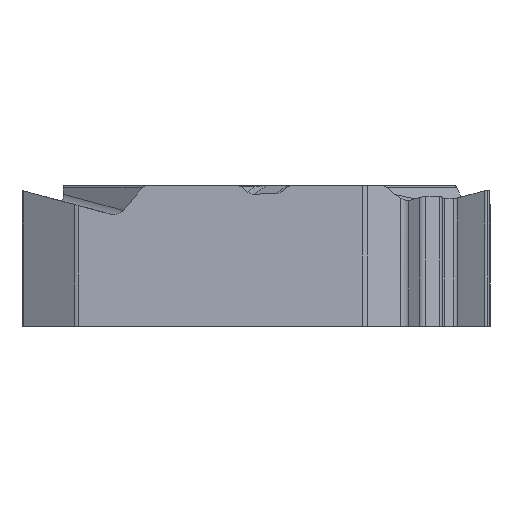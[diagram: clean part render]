
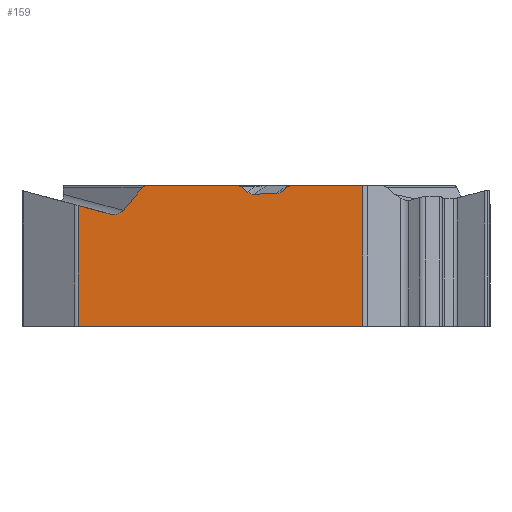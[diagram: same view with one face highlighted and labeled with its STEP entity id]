
A CAD part, left-side view. The second image highlights one B-rep face of the part: STEP entity #159.
In plain terms, the highlighted planar face has unit normal (-1, 0, 0).
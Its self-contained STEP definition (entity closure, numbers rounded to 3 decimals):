
#159=ADVANCED_FACE('',(#305),#261,.F.);
#261=PLANE('',#1986);
#305=FACE_OUTER_BOUND('',#401,.T.);
#401=EDGE_LOOP('',(#566,#567,#568,#569,#570,#571,#572,#573,#574,#575,#576,
#577,#578,#579,#580,#581));
#512=ELLIPSE('',#1982,0.15,0.15);
#513=ELLIPSE('',#1983,0.167,0.15);
#514=ELLIPSE('',#1984,0.177,0.15);
#515=ELLIPSE('',#1985,0.373,0.33);
#566=ORIENTED_EDGE('',*,*,#1313,.F.);
#567=ORIENTED_EDGE('',*,*,#1314,.T.);
#568=ORIENTED_EDGE('',*,*,#1315,.F.);
#569=ORIENTED_EDGE('',*,*,#1316,.F.);
#570=ORIENTED_EDGE('',*,*,#1317,.F.);
#571=ORIENTED_EDGE('',*,*,#1318,.F.);
#572=ORIENTED_EDGE('',*,*,#1319,.F.);
#573=ORIENTED_EDGE('',*,*,#1320,.F.);
#574=ORIENTED_EDGE('',*,*,#1321,.F.);
#575=ORIENTED_EDGE('',*,*,#1322,.F.);
#576=ORIENTED_EDGE('',*,*,#1323,.F.);
#577=ORIENTED_EDGE('',*,*,#1324,.F.);
#578=ORIENTED_EDGE('',*,*,#1325,.F.);
#579=ORIENTED_EDGE('',*,*,#1326,.F.);
#580=ORIENTED_EDGE('',*,*,#1327,.F.);
#581=ORIENTED_EDGE('',*,*,#1328,.T.);
#1128=VERTEX_POINT('',#2962);
#1129=VERTEX_POINT('',#2963);
#1130=VERTEX_POINT('',#2965);
#1131=VERTEX_POINT('',#2967);
#1132=VERTEX_POINT('',#2969);
#1133=VERTEX_POINT('',#2971);
#1134=VERTEX_POINT('',#2985);
#1135=VERTEX_POINT('',#2987);
#1136=VERTEX_POINT('',#3001);
#1137=VERTEX_POINT('',#3003);
#1138=VERTEX_POINT('',#3005);
#1139=VERTEX_POINT('',#3007);
#1140=VERTEX_POINT('',#3009);
#1141=VERTEX_POINT('',#3011);
#1142=VERTEX_POINT('',#3013);
#1143=VERTEX_POINT('',#3015);
#1313=EDGE_CURVE('',#1128,#1129,#1588,.T.);
#1314=EDGE_CURVE('',#1128,#1130,#1589,.T.);
#1315=EDGE_CURVE('',#1131,#1130,#1590,.T.);
#1316=EDGE_CURVE('',#1132,#1131,#512,.T.);
#1317=EDGE_CURVE('',#1133,#1132,#1591,.T.);
#1318=EDGE_CURVE('',#1134,#1133,#1936,.T.);
#1319=EDGE_CURVE('',#1135,#1134,#1592,.T.);
#1320=EDGE_CURVE('',#1136,#1135,#1937,.T.);
#1321=EDGE_CURVE('',#1137,#1136,#1593,.T.);
#1322=EDGE_CURVE('',#1138,#1137,#513,.T.);
#1323=EDGE_CURVE('',#1139,#1138,#1594,.T.);
#1324=EDGE_CURVE('',#1140,#1139,#514,.T.);
#1325=EDGE_CURVE('',#1141,#1140,#1595,.T.);
#1326=EDGE_CURVE('',#1142,#1141,#515,.T.);
#1327=EDGE_CURVE('',#1143,#1142,#1596,.T.);
#1328=EDGE_CURVE('',#1143,#1129,#1597,.T.);
#1588=LINE('',#2961,#1759);
#1589=LINE('',#2964,#1760);
#1590=LINE('',#2966,#1761);
#1591=LINE('',#2970,#1762);
#1592=LINE('',#2986,#1763);
#1593=LINE('',#3002,#1764);
#1594=LINE('',#3006,#1765);
#1595=LINE('',#3010,#1766);
#1596=LINE('',#3014,#1767);
#1597=LINE('',#3016,#1768);
#1759=VECTOR('',#2188,1.);
#1760=VECTOR('',#2189,1.);
#1761=VECTOR('',#2190,1.);
#1762=VECTOR('',#2193,1.);
#1763=VECTOR('',#2194,1.);
#1764=VECTOR('',#2195,1.);
#1765=VECTOR('',#2198,1.);
#1766=VECTOR('',#2201,1.);
#1767=VECTOR('',#2204,1.);
#1768=VECTOR('',#2205,1.);
#1936=B_SPLINE_CURVE_WITH_KNOTS('',3,(#2972,#2973,#2974,#2975,#2976,#2977,
#2978,#2979,#2980,#2981,#2982,#2983,#2984),.UNSPECIFIED.,.F.,.F.,(4,3,3,
3,4),(0.,0.249,0.498,0.746,1.),
 .UNSPECIFIED.);
#1937=B_SPLINE_CURVE_WITH_KNOTS('',3,(#2988,#2989,#2990,#2991,#2992,#2993,
#2994,#2995,#2996,#2997,#2998,#2999,#3000),.UNSPECIFIED.,.F.,.F.,(4,3,3,
3,4),(0.,0.234,0.468,0.701,1.),
 .UNSPECIFIED.);
#1982=AXIS2_PLACEMENT_3D('',#2968,#2191,#2192);
#1983=AXIS2_PLACEMENT_3D('',#3004,#2196,#2197);
#1984=AXIS2_PLACEMENT_3D('',#3008,#2199,#2200);
#1985=AXIS2_PLACEMENT_3D('',#3012,#2202,#2203);
#1986=AXIS2_PLACEMENT_3D('',#3017,#2206,#2207);
#2188=DIRECTION('',(0.,1.,0.));
#2189=DIRECTION('',(0.,0.,1.));
#2190=DIRECTION('',(0.,-1.,0.));
#2191=DIRECTION('',(1.,0.,0.));
#2192=DIRECTION('',(0.,-1.,0.));
#2193=DIRECTION('',(0.,-0.759,0.651));
#2194=DIRECTION('',(0.,-0.999,0.043));
#2195=DIRECTION('',(0.,-0.792,-0.611));
#2196=DIRECTION('',(1.,0.,0.));
#2197=DIRECTION('',(0.,1.,0.));
#2198=DIRECTION('',(0.,-1.,0.));
#2199=DIRECTION('',(1.,0.,0.));
#2200=DIRECTION('',(0.,1.,0.));
#2201=DIRECTION('',(0.,-0.644,0.765));
#2202=DIRECTION('',(-1.,0.,0.));
#2203=DIRECTION('',(0.,-0.966,-0.259));
#2204=DIRECTION('',(0.,-0.966,-0.259));
#2205=DIRECTION('',(0.,0.,-1.));
#2206=DIRECTION('',(1.,0.,0.));
#2207=DIRECTION('',(0.,0.,-1.));
#2961=CARTESIAN_POINT('',(-4.763,-3.173,-3.97));
#2962=CARTESIAN_POINT('',(-4.763,-3.066,-3.97));
#2963=CARTESIAN_POINT('',(-4.763,5.249,-3.97));
#2964=CARTESIAN_POINT('',(-4.763,-3.066,3.14));
#2965=CARTESIAN_POINT('',(-4.763,-3.066,0.14));
#2966=CARTESIAN_POINT('',(-4.763,3.173,0.14));
#2967=CARTESIAN_POINT('',(-4.763,-0.971,0.14));
#2968=CARTESIAN_POINT('',(-4.763,-0.971,-0.01));
#2969=CARTESIAN_POINT('',(-4.763,-0.873,0.104));
#2970=CARTESIAN_POINT('',(-4.763,1.511,-1.939));
#2971=CARTESIAN_POINT('',(-4.763,-0.748,-0.003));
#2972=CARTESIAN_POINT('',(-4.763,-0.55,-0.082));
#2973=CARTESIAN_POINT('',(-4.763,-0.568,-0.081));
#2974=CARTESIAN_POINT('',(-4.763,-0.586,-0.078));
#2975=CARTESIAN_POINT('',(-4.763,-0.603,-0.075));
#2976=CARTESIAN_POINT('',(-4.763,-0.621,-0.071));
#2977=CARTESIAN_POINT('',(-4.763,-0.638,-0.066));
#2978=CARTESIAN_POINT('',(-4.763,-0.655,-0.059));
#2979=CARTESIAN_POINT('',(-4.763,-0.672,-0.052));
#2980=CARTESIAN_POINT('',(-4.763,-0.688,-0.044));
#2981=CARTESIAN_POINT('',(-4.763,-0.703,-0.035));
#2982=CARTESIAN_POINT('',(-4.763,-0.719,-0.026));
#2983=CARTESIAN_POINT('',(-4.763,-0.734,-0.015));
#2984=CARTESIAN_POINT('',(-4.763,-0.748,-0.003));
#2985=CARTESIAN_POINT('',(-4.763,-0.55,-0.082));
#2986=CARTESIAN_POINT('',(-4.763,-3.172,0.03));
#2987=CARTESIAN_POINT('',(-4.763,0.098,-0.109));
#2988=CARTESIAN_POINT('',(-4.763,0.297,-0.047));
#2989=CARTESIAN_POINT('',(-4.763,0.284,-0.058));
#2990=CARTESIAN_POINT('',(-4.763,0.269,-0.067));
#2991=CARTESIAN_POINT('',(-4.763,0.255,-0.074));
#2992=CARTESIAN_POINT('',(-4.763,0.24,-0.082));
#2993=CARTESIAN_POINT('',(-4.763,0.225,-0.089));
#2994=CARTESIAN_POINT('',(-4.763,0.209,-0.094));
#2995=CARTESIAN_POINT('',(-4.763,0.194,-0.099));
#2996=CARTESIAN_POINT('',(-4.763,0.177,-0.103));
#2997=CARTESIAN_POINT('',(-4.763,0.161,-0.106));
#2998=CARTESIAN_POINT('',(-4.763,0.14,-0.109));
#2999=CARTESIAN_POINT('',(-4.763,0.119,-0.11));
#3000=CARTESIAN_POINT('',(-4.763,0.098,-0.109));
#3001=CARTESIAN_POINT('',(-4.763,0.297,-0.047));
#3002=CARTESIAN_POINT('',(-4.763,-1.855,-1.708));
#3003=CARTESIAN_POINT('',(-4.763,0.493,0.104));
#3004=CARTESIAN_POINT('',(-4.763,0.601,-0.01));
#3005=CARTESIAN_POINT('',(-4.763,0.601,0.14));
#3006=CARTESIAN_POINT('',(-4.763,-3.173,0.14));
#3007=CARTESIAN_POINT('',(-4.763,3.242,0.14));
#3008=CARTESIAN_POINT('',(-4.763,3.242,-0.01));
#3009=CARTESIAN_POINT('',(-4.763,3.386,0.077));
#3010=CARTESIAN_POINT('',(-4.763,0.706,3.263));
#3011=CARTESIAN_POINT('',(-4.763,3.94,-0.582));
#3012=CARTESIAN_POINT('',(-4.763,4.24,-0.371));
#3013=CARTESIAN_POINT('',(-4.763,4.326,-0.69));
#3014=CARTESIAN_POINT('',(-4.763,-2.498,-2.518));
#3015=CARTESIAN_POINT('',(-4.763,5.249,-0.442));
#3016=CARTESIAN_POINT('',(-4.763,5.249,-5.47));
#3017=CARTESIAN_POINT('',(-4.763,-3.173,0.));
